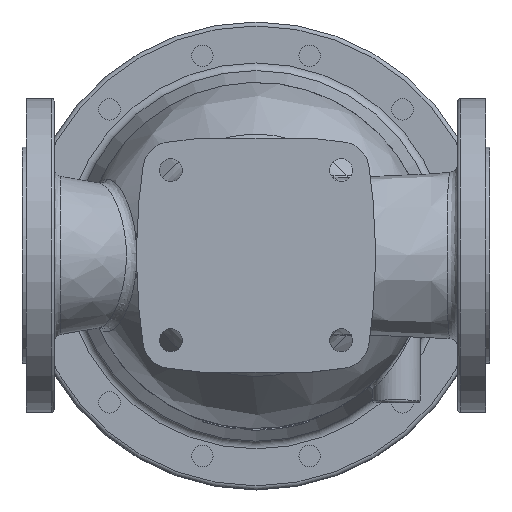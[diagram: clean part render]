
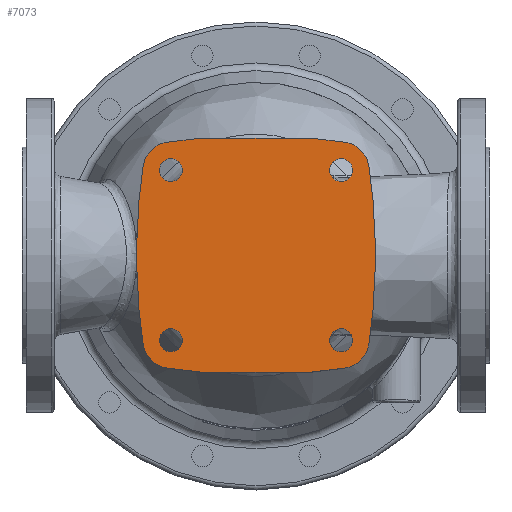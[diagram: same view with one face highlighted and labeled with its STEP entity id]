
A CAD part, top view. The second image highlights one B-rep face of the part: STEP entity #7073.
In plain terms, the highlighted planar face has unit normal (0, 0, 1).
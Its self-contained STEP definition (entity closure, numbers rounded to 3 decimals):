
#637=LINE('',#14511,#1135);
#639=LINE('',#14516,#1137);
#661=LINE('',#16085,#1159);
#665=LINE('',#16094,#1163);
#667=LINE('',#16097,#1165);
#668=LINE('',#16101,#1166);
#672=LINE('',#16110,#1170);
#674=LINE('',#16113,#1172);
#675=LINE('',#16116,#1173);
#678=LINE('',#16124,#1176);
#682=LINE('',#16131,#1180);
#684=LINE('',#16138,#1182);
#686=LINE('',#16141,#1184);
#687=LINE('',#16143,#1185);
#1135=VECTOR('',#9423,41.557);
#1137=VECTOR('',#9427,24.869);
#1159=VECTOR('',#9561,24.869);
#1163=VECTOR('',#9571,24.869);
#1165=VECTOR('',#9575,41.557);
#1166=VECTOR('',#9578,24.869);
#1170=VECTOR('',#9588,24.869);
#1172=VECTOR('',#9592,83.);
#1173=VECTOR('',#9595,41.557);
#1176=VECTOR('',#9604,24.869);
#1180=VECTOR('',#9610,24.869);
#1182=VECTOR('',#9618,24.869);
#1184=VECTOR('',#9622,83.);
#1185=VECTOR('',#9625,41.557);
#1435=PLANE('',#7759);
#1711=FACE_BOUND('',#2854,.T.);
#1712=FACE_BOUND('',#2855,.T.);
#1713=FACE_BOUND('',#2856,.T.);
#1714=FACE_BOUND('',#2857,.T.);
#2146=FACE_OUTER_BOUND('',#2853,.T.);
#2853=EDGE_LOOP('',(#6504,#6505,#6506,#6507,#6508,#6509,#6510,#6511,#6512,
#6513,#6514,#6515,#6516,#6517,#6518,#6519,#6520,#6521));
#2854=EDGE_LOOP('',(#6522));
#2855=EDGE_LOOP('',(#6523));
#2856=EDGE_LOOP('',(#6524));
#2857=EDGE_LOOP('',(#6525));
#3145=CIRCLE('',#7732,8.647);
#3146=CIRCLE('',#7734,8.647);
#3147=CIRCLE('',#7736,8.647);
#3148=CIRCLE('',#7738,8.647);
#3149=CIRCLE('',#7741,21.);
#3150=CIRCLE('',#7746,21.);
#3151=CIRCLE('',#7751,21.);
#3152=CIRCLE('',#7755,21.);
#3754=VERTEX_POINT('',#14504);
#3757=VERTEX_POINT('',#14509);
#3759=VERTEX_POINT('',#14515);
#3801=VERTEX_POINT('',#16071);
#3802=VERTEX_POINT('',#16074);
#3803=VERTEX_POINT('',#16077);
#3804=VERTEX_POINT('',#16080);
#3805=VERTEX_POINT('',#16083);
#3806=VERTEX_POINT('',#16084);
#3807=VERTEX_POINT('',#16089);
#3808=VERTEX_POINT('',#16093);
#3809=VERTEX_POINT('',#16099);
#3810=VERTEX_POINT('',#16100);
#3811=VERTEX_POINT('',#16105);
#3812=VERTEX_POINT('',#16109);
#3813=VERTEX_POINT('',#16115);
#3814=VERTEX_POINT('',#16119);
#3815=VERTEX_POINT('',#16123);
#3816=VERTEX_POINT('',#16127);
#3817=VERTEX_POINT('',#16129);
#3818=VERTEX_POINT('',#16133);
#3819=VERTEX_POINT('',#16137);
#4621=EDGE_CURVE('',#3757,#3754,#637,.T.);
#4623=EDGE_CURVE('',#3754,#3759,#639,.T.);
#4687=EDGE_CURVE('',#3801,#3801,#3145,.T.);
#4688=EDGE_CURVE('',#3802,#3802,#3146,.T.);
#4689=EDGE_CURVE('',#3803,#3803,#3147,.T.);
#4690=EDGE_CURVE('',#3804,#3804,#3148,.T.);
#4691=EDGE_CURVE('',#3805,#3806,#661,.T.);
#4694=EDGE_CURVE('',#3806,#3807,#3149,.T.);
#4696=EDGE_CURVE('',#3807,#3808,#665,.T.);
#4698=EDGE_CURVE('',#3757,#3805,#667,.T.);
#4699=EDGE_CURVE('',#3809,#3810,#668,.T.);
#4702=EDGE_CURVE('',#3810,#3811,#3150,.T.);
#4704=EDGE_CURVE('',#3811,#3812,#672,.T.);
#4706=EDGE_CURVE('',#3812,#3808,#674,.T.);
#4707=EDGE_CURVE('',#3813,#3809,#675,.T.);
#4709=EDGE_CURVE('',#3759,#3814,#3151,.T.);
#4711=EDGE_CURVE('',#3814,#3815,#678,.T.);
#4715=EDGE_CURVE('',#3816,#3817,#682,.T.);
#4716=EDGE_CURVE('',#3817,#3818,#3152,.T.);
#4718=EDGE_CURVE('',#3818,#3819,#684,.T.);
#4720=EDGE_CURVE('',#3819,#3815,#686,.T.);
#4721=EDGE_CURVE('',#3813,#3816,#687,.T.);
#6504=ORIENTED_EDGE('',*,*,#4721,.T.);
#6505=ORIENTED_EDGE('',*,*,#4715,.T.);
#6506=ORIENTED_EDGE('',*,*,#4716,.T.);
#6507=ORIENTED_EDGE('',*,*,#4718,.T.);
#6508=ORIENTED_EDGE('',*,*,#4720,.T.);
#6509=ORIENTED_EDGE('',*,*,#4711,.F.);
#6510=ORIENTED_EDGE('',*,*,#4709,.F.);
#6511=ORIENTED_EDGE('',*,*,#4623,.F.);
#6512=ORIENTED_EDGE('',*,*,#4621,.F.);
#6513=ORIENTED_EDGE('',*,*,#4698,.T.);
#6514=ORIENTED_EDGE('',*,*,#4691,.T.);
#6515=ORIENTED_EDGE('',*,*,#4694,.T.);
#6516=ORIENTED_EDGE('',*,*,#4696,.T.);
#6517=ORIENTED_EDGE('',*,*,#4706,.F.);
#6518=ORIENTED_EDGE('',*,*,#4704,.F.);
#6519=ORIENTED_EDGE('',*,*,#4702,.F.);
#6520=ORIENTED_EDGE('',*,*,#4699,.F.);
#6521=ORIENTED_EDGE('',*,*,#4707,.F.);
#6522=ORIENTED_EDGE('',*,*,#4687,.T.);
#6523=ORIENTED_EDGE('',*,*,#4688,.T.);
#6524=ORIENTED_EDGE('',*,*,#4689,.T.);
#6525=ORIENTED_EDGE('',*,*,#4690,.T.);
#7073=ADVANCED_FACE('',(#2146,#1711,#1712,#1713,#1714),#1435,.T.);
#7732=AXIS2_PLACEMENT_3D('',#16072,#9545,#9546);
#7734=AXIS2_PLACEMENT_3D('',#16075,#9549,#9550);
#7736=AXIS2_PLACEMENT_3D('',#16078,#9553,#9554);
#7738=AXIS2_PLACEMENT_3D('',#16081,#9557,#9558);
#7741=AXIS2_PLACEMENT_3D('',#16090,#9566,#9567);
#7746=AXIS2_PLACEMENT_3D('',#16106,#9583,#9584);
#7751=AXIS2_PLACEMENT_3D('',#16120,#9599,#9600);
#7755=AXIS2_PLACEMENT_3D('',#16134,#9613,#9614);
#7759=AXIS2_PLACEMENT_3D('',#16144,#9626,#9627);
#9423=DIRECTION('',(-0.052,-0.999,0.));
#9427=DIRECTION('',(-0.121,-0.993,0.));
#9545=DIRECTION('center_axis',(0.,0.,
-1.));
#9546=DIRECTION('ref_axis',(0.,-1.,0.));
#9549=DIRECTION('center_axis',(0.,0.,
-1.));
#9550=DIRECTION('ref_axis',(-1.,0.,0.));
#9553=DIRECTION('center_axis',(0.,0.,
-1.));
#9554=DIRECTION('ref_axis',(0.,1.,0.));
#9557=DIRECTION('center_axis',(0.,0.,
-1.));
#9558=DIRECTION('ref_axis',(1.,0.,0.));
#9561=DIRECTION('',(-0.121,0.993,0.));
#9566=DIRECTION('center_axis',(0.,0.,
1.));
#9567=DIRECTION('ref_axis',(0.993,0.121,0.));
#9571=DIRECTION('',(-0.993,0.121,0.));
#9575=DIRECTION('',(-0.052,0.999,0.));
#9578=DIRECTION('',(0.121,0.993,0.));
#9583=DIRECTION('center_axis',(0.,0.,
-1.));
#9584=DIRECTION('ref_axis',(-0.993,0.121,0.));
#9588=DIRECTION('',(0.993,0.121,0.));
#9592=DIRECTION('',(1.,0.,0.));
#9595=DIRECTION('',(0.052,0.999,0.));
#9599=DIRECTION('center_axis',(0.,0.,
-1.));
#9600=DIRECTION('ref_axis',(0.993,-0.121,0.));
#9604=DIRECTION('',(-0.993,-0.121,0.));
#9610=DIRECTION('',(0.121,-0.993,0.));
#9613=DIRECTION('center_axis',(0.,0.,
1.));
#9614=DIRECTION('ref_axis',(-0.993,-0.121,0.));
#9618=DIRECTION('',(0.993,-0.121,0.));
#9622=DIRECTION('',(1.,0.,0.));
#9625=DIRECTION('',(0.052,-0.999,0.));
#9626=DIRECTION('center_axis',(0.,0.,
1.));
#9627=DIRECTION('ref_axis',(1.,0.,0.));
#14504=CARTESIAN_POINT('',(87.5,-41.5,126.));
#14509=CARTESIAN_POINT('',(89.675,0.,126.));
#14511=CARTESIAN_POINT('',(89.675,0.,126.));
#14515=CARTESIAN_POINT('',(84.485,-66.186,126.));
#14516=CARTESIAN_POINT('',(87.5,-41.5,126.));
#16071=CARTESIAN_POINT('',(-63.64,54.993,126.));
#16072=CARTESIAN_POINT('Origin',(-63.64,63.64,126.));
#16074=CARTESIAN_POINT('',(54.993,63.64,126.));
#16075=CARTESIAN_POINT('Origin',(63.64,63.64,126.));
#16077=CARTESIAN_POINT('',(63.64,-54.993,126.));
#16078=CARTESIAN_POINT('Origin',(63.64,-63.64,126.));
#16080=CARTESIAN_POINT('',(-54.993,-63.64,126.));
#16081=CARTESIAN_POINT('Origin',(-63.64,-63.64,126.));
#16083=CARTESIAN_POINT('',(87.5,41.5,126.));
#16084=CARTESIAN_POINT('',(84.485,66.186,126.));
#16085=CARTESIAN_POINT('',(87.5,41.5,126.));
#16089=CARTESIAN_POINT('',(66.186,84.485,126.));
#16090=CARTESIAN_POINT('Origin',(63.64,63.64,126.));
#16093=CARTESIAN_POINT('',(41.5,87.5,126.));
#16094=CARTESIAN_POINT('',(66.186,84.485,126.));
#16097=CARTESIAN_POINT('',(89.675,0.,126.));
#16099=CARTESIAN_POINT('',(-87.5,41.5,126.));
#16100=CARTESIAN_POINT('',(-84.485,66.186,126.));
#16101=CARTESIAN_POINT('',(-87.5,41.5,126.));
#16105=CARTESIAN_POINT('',(-66.186,84.485,126.));
#16106=CARTESIAN_POINT('Origin',(-63.64,63.64,126.));
#16109=CARTESIAN_POINT('',(-41.5,87.5,126.));
#16110=CARTESIAN_POINT('',(-66.186,84.485,126.));
#16113=CARTESIAN_POINT('',(-41.5,87.5,126.));
#16115=CARTESIAN_POINT('',(-89.675,0.,126.));
#16116=CARTESIAN_POINT('',(-89.675,0.,126.));
#16119=CARTESIAN_POINT('',(66.186,-84.485,126.));
#16120=CARTESIAN_POINT('Origin',(63.64,-63.64,126.));
#16123=CARTESIAN_POINT('',(41.5,-87.5,126.));
#16124=CARTESIAN_POINT('',(66.186,-84.485,126.));
#16127=CARTESIAN_POINT('',(-87.5,-41.5,126.));
#16129=CARTESIAN_POINT('',(-84.485,-66.186,126.));
#16131=CARTESIAN_POINT('',(-87.5,-41.5,126.));
#16133=CARTESIAN_POINT('',(-66.186,-84.485,126.));
#16134=CARTESIAN_POINT('Origin',(-63.64,-63.64,126.));
#16137=CARTESIAN_POINT('',(-41.5,-87.5,126.));
#16138=CARTESIAN_POINT('',(-66.186,-84.485,126.));
#16141=CARTESIAN_POINT('',(-41.5,-87.5,126.));
#16143=CARTESIAN_POINT('',(-89.675,0.,126.));
#16144=CARTESIAN_POINT('Origin',(-41.283,-40.553,126.));
